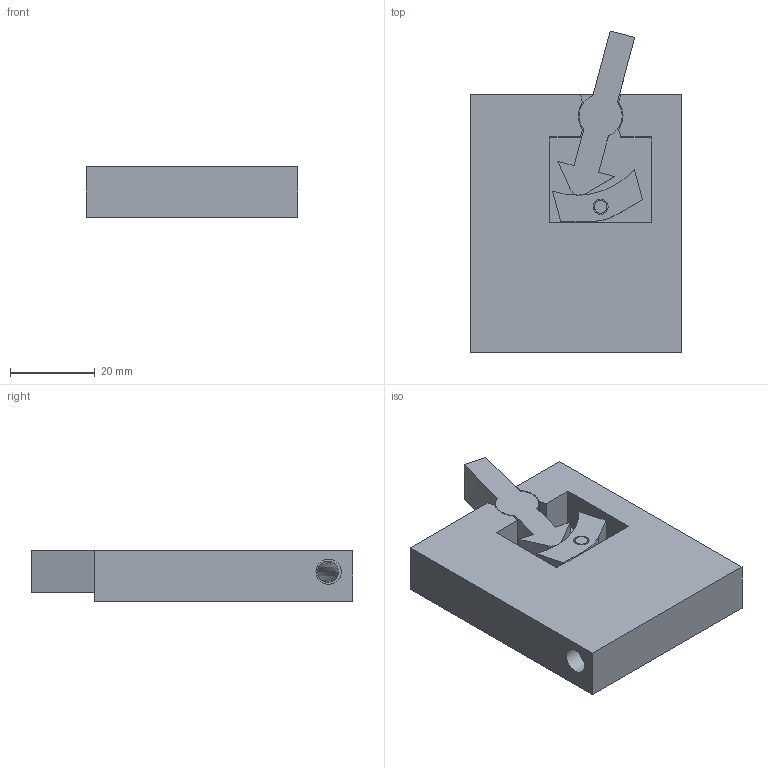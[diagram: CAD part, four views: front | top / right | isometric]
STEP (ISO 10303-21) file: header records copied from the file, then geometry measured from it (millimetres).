
FILE_DESCRIPTION(/* description */ (''),/* implementation_level */ '2;1');
FILE_NAME(/* name */ 'Input-Switch.step',/* time_stamp */ '2022-04-06T16:50:31+01:00',/* author */ (''),/* organization */ (''),/* preprocessor_version */ 'ST-DEVELOPER v18.1',/* originating_system */ 'Autodesk Translation Framework v10.13.0.1454',/* authorisation */ '');
FILE_SCHEMA (('AUTOMOTIVE_DESIGN { 1 0 10303 214 3 1 1 }'));
Length unit declared in the file: millimetre
Products named in the file (1): Toggle Switch
Bounding box: 50 x 76 x 12 mm (x, y, z)
Volume: 33303.9 mm3; surface area: 13355 mm2
Topology: 3 solids, 3 shells, 54 faces, 138 edges, 92 vertices
Faces by surface type: plane 39, cylinder 11, bspline 4
Full cylindrical faces by diameter (mm): 3 x1, 3.6 x1, 6 x2
Entity records: 2824 total; most frequent: CARTESIAN_POINT 1484, ORIENTED_EDGE 276, DIRECTION 247, EDGE_CURVE 138, LINE 101, VECTOR 101, VERTEX_POINT 92, AXIS2_PLACEMENT_3D 73
